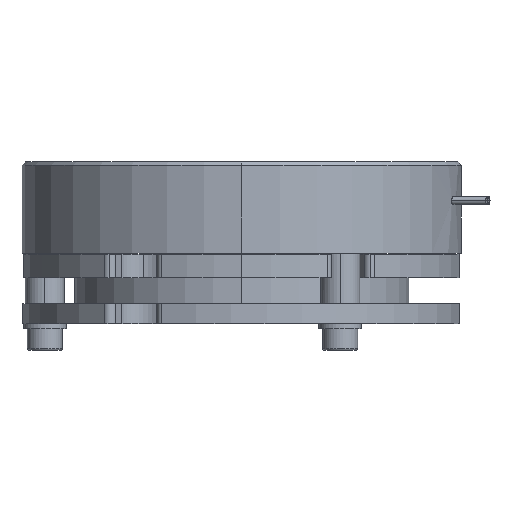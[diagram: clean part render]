
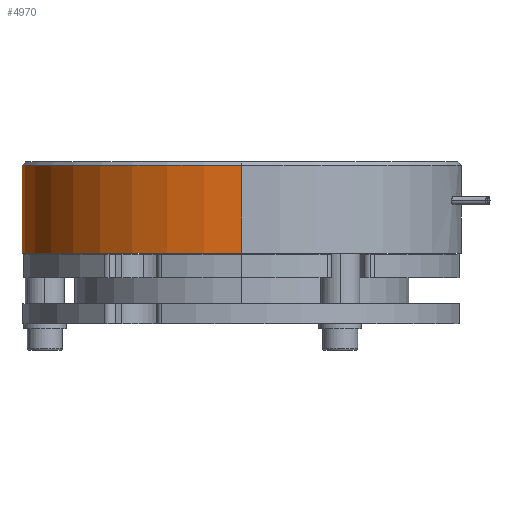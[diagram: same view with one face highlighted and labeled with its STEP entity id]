
A CAD part, left-side view. The second image highlights one B-rep face of the part: STEP entity #4970.
In plain terms, the highlighted cylindrical face has radius 62.5 mm (diameter 125 mm), a partial arc.
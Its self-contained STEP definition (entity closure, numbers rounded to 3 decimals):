
#66 = DIRECTION ( 'NONE',  ( -1., 0., 0. ) ) ;
#75 = AXIS2_PLACEMENT_3D ( 'NONE', #105, #112, #66 ) ;
#76 = CIRCLE ( 'NONE', #75, 62.5 ) ;
#105 = CARTESIAN_POINT ( 'NONE',  ( 0., 0., 31.9 ) ) ;
#106 = CARTESIAN_POINT ( 'NONE',  ( -62.5, 0., 31.9 ) ) ;
#112 = DIRECTION ( 'NONE',  ( 0., 0., -1. ) ) ;
#113 = CARTESIAN_POINT ( 'NONE',  ( 62.5, 0., 31.9 ) ) ;
#558 = DIRECTION ( 'NONE',  ( 0., 0., 1. ) ) ;
#559 = VECTOR ( 'NONE', #558, 1000. ) ;
#560 = CARTESIAN_POINT ( 'NONE',  ( 62.5, 0., 6.9 ) ) ;
#561 = LINE ( 'NONE', #560, #559 ) ;
#563 = DIRECTION ( 'NONE',  ( -1., 0., 0. ) ) ;
#564 = DIRECTION ( 'NONE',  ( 0., 0., -1. ) ) ;
#565 = CARTESIAN_POINT ( 'NONE',  ( 0., 0., 6.9 ) ) ;
#566 = AXIS2_PLACEMENT_3D ( 'NONE', #565, #564, #563 ) ;
#567 = CIRCLE ( 'NONE', #566, 62.5 ) ;
#680 = CARTESIAN_POINT ( 'NONE',  ( 0., 0., 6.9 ) ) ;
#682 = FACE_OUTER_BOUND ( 'NONE', #5004, .T. ) ;
#696 = DIRECTION ( 'NONE',  ( 1., 0., 0. ) ) ;
#697 = DIRECTION ( 'NONE',  ( 0., 0., 1. ) ) ;
#698 = AXIS2_PLACEMENT_3D ( 'NONE', #680, #697, #696 ) ;
#707 = CYLINDRICAL_SURFACE ( 'NONE', #698, 62.5 ) ;
#716 = CARTESIAN_POINT ( 'NONE',  ( -62.5, 0., 6.9 ) ) ;
#717 = LINE ( 'NONE', #716, #748 ) ;
#725 = DIRECTION ( 'NONE',  ( 0., 0., 1. ) ) ;
#748 = VECTOR ( 'NONE', #725, 1000. ) ;
#790 = CARTESIAN_POINT ( 'NONE',  ( 62.5, 0., 6.9 ) ) ;
#932 = CARTESIAN_POINT ( 'NONE',  ( -62.5, 0., 6.9 ) ) ;
#4814 = VERTEX_POINT ( 'NONE', #113 ) ;
#4816 = EDGE_CURVE ( 'NONE', #4817, #4814, #76, .T. ) ;
#4817 = VERTEX_POINT ( 'NONE', #106 ) ;
#4961 = EDGE_CURVE ( 'NONE', #5084, #4996, #567, .T. ) ;
#4962 = EDGE_CURVE ( 'NONE', #4996, #4814, #561, .T. ) ;
#4970 = ADVANCED_FACE ( 'NONE', ( #682 ), #707, .T. ) ;
#4971 = ORIENTED_EDGE ( 'NONE', *, *, #4816, .T. ) ;
#4972 = ORIENTED_EDGE ( 'NONE', *, *, #4962, .F. ) ;
#4996 = VERTEX_POINT ( 'NONE', #790 ) ;
#4999 = EDGE_CURVE ( 'NONE', #5084, #4817, #717, .T. ) ;
#5004 = EDGE_LOOP ( 'NONE', ( #5005, #5095, #4971, #4972 ) ) ;
#5005 = ORIENTED_EDGE ( 'NONE', *, *, #4961, .F. ) ;
#5084 = VERTEX_POINT ( 'NONE', #932 ) ;
#5095 = ORIENTED_EDGE ( 'NONE', *, *, #4999, .T. ) ;
